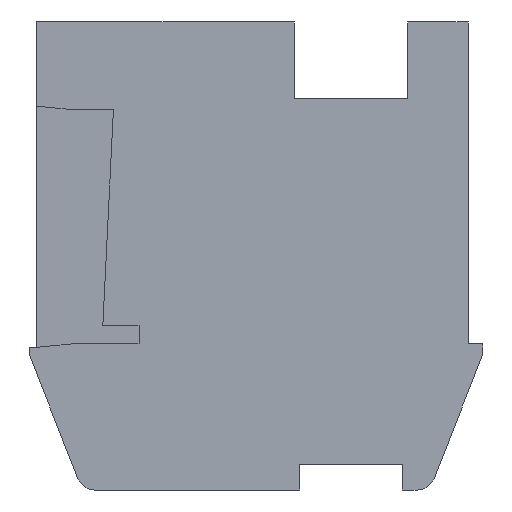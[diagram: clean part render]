
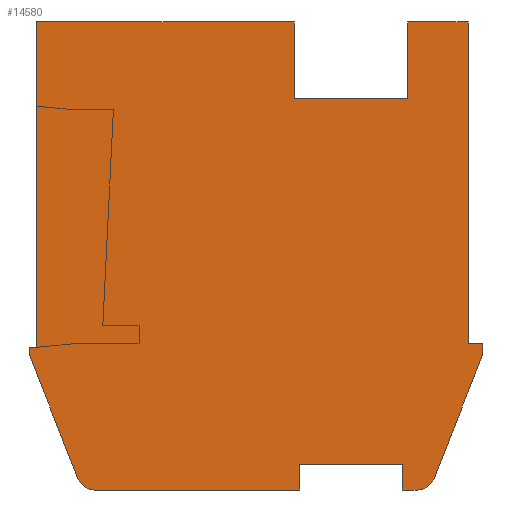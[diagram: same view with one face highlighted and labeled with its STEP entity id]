
A CAD part, front view. The second image highlights one B-rep face of the part: STEP entity #14580.
In plain terms, the highlighted planar face has unit normal (0, -1, 0).
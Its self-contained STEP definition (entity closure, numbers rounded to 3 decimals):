
#1=DIRECTION('',(-0.365,0.,-0.931));
#2=VECTOR('',#1,3.633);
#3=CARTESIAN_POINT('',(6.2,0.,-2.7));
#4=LINE('',#3,#2);
#5=CARTESIAN_POINT('',(4.409,0.,-5.9));
#6=DIRECTION('',(0.,1.,0.));
#7=DIRECTION('',(0.931,0.,-0.365));
#8=AXIS2_PLACEMENT_3D('',#5,#6,#7);
#10=DIRECTION('',(-1.,0.,0.));
#11=VECTOR('',#10,0.409);
#12=CARTESIAN_POINT('',(4.409,0.,-6.4));
#13=LINE('',#12,#11);
#14=DIRECTION('',(0.,0.,1.));
#15=VECTOR('',#14,0.7);
#16=CARTESIAN_POINT('',(4.,0.,-6.4));
#17=LINE('',#16,#15);
#18=DIRECTION('',(-1.,0.,0.));
#19=VECTOR('',#18,2.8);
#20=CARTESIAN_POINT('',(4.,0.,-5.7));
#21=LINE('',#20,#19);
#22=DIRECTION('',(0.,0.,-1.));
#23=VECTOR('',#22,0.7);
#24=CARTESIAN_POINT('',(1.2,0.,-5.7));
#25=LINE('',#24,#23);
#26=DIRECTION('',(-1.,0.,0.));
#27=VECTOR('',#26,5.609);
#28=CARTESIAN_POINT('',(1.2,0.,-6.4));
#29=LINE('',#28,#27);
#30=CARTESIAN_POINT('',(-4.409,0.,-5.9));
#31=DIRECTION('',(0.,1.,0.));
#32=DIRECTION('',(0.,0.,-1.));
#33=AXIS2_PLACEMENT_3D('',#30,#31,#32);
#35=DIRECTION('',(-0.365,0.,0.931));
#36=VECTOR('',#35,3.633);
#37=CARTESIAN_POINT('',(-4.874,0.,-6.082));
#38=LINE('',#37,#36);
#39=DIRECTION('',(0.,0.,1.));
#40=VECTOR('',#39,0.2);
#41=CARTESIAN_POINT('',(-6.2,0.,-2.7));
#42=LINE('',#41,#40);
#43=DIRECTION('',(1.,0.,0.));
#44=VECTOR('',#43,0.2);
#45=CARTESIAN_POINT('',(-6.2,0.,-2.5));
#46=LINE('',#45,#44);
#47=DIRECTION('',(0.,0.,1.));
#48=VECTOR('',#47,8.9);
#49=CARTESIAN_POINT('',(-6.,0.,-2.5));
#50=LINE('',#49,#48);
#51=DIRECTION('',(1.,0.,0.));
#52=VECTOR('',#51,7.05);
#53=CARTESIAN_POINT('',(-6.,0.,6.4));
#54=LINE('',#53,#52);
#55=DIRECTION('',(0.,0.,-1.));
#56=VECTOR('',#55,2.1);
#57=CARTESIAN_POINT('',(1.05,0.,6.4));
#58=LINE('',#57,#56);
#59=DIRECTION('',(1.,0.,0.));
#60=VECTOR('',#59,3.1);
#61=CARTESIAN_POINT('',(1.05,0.,4.3));
#62=LINE('',#61,#60);
#63=DIRECTION('',(0.,0.,1.));
#64=VECTOR('',#63,2.1);
#65=CARTESIAN_POINT('',(4.15,0.,4.3));
#66=LINE('',#65,#64);
#67=DIRECTION('',(1.,0.,0.));
#68=VECTOR('',#67,1.65);
#69=CARTESIAN_POINT('',(4.15,0.,6.4));
#70=LINE('',#69,#68);
#71=DIRECTION('',(0.,0.,-1.));
#72=VECTOR('',#71,8.8);
#73=CARTESIAN_POINT('',(5.8,0.,6.4));
#74=LINE('',#73,#72);
#75=DIRECTION('',(1.,0.,0.));
#76=VECTOR('',#75,0.4);
#77=CARTESIAN_POINT('',(5.8,0.,-2.4));
#78=LINE('',#77,#76);
#79=DIRECTION('',(0.,0.,-1.));
#80=VECTOR('',#79,0.3);
#81=CARTESIAN_POINT('',(6.2,0.,-2.4));
#82=LINE('',#81,#80);
#11093=CARTESIAN_POINT('',(6.2,0.,-2.7));
#11094=CARTESIAN_POINT('',(4.874,0.,-6.082));
#11095=VERTEX_POINT('',#11093);
#11096=VERTEX_POINT('',#11094);
#11097=CARTESIAN_POINT('',(4.409,0.,-6.4));
#11098=VERTEX_POINT('',#11097);
#11099=CARTESIAN_POINT('',(4.,0.,-6.4));
#11100=VERTEX_POINT('',#11099);
#11101=CARTESIAN_POINT('',(4.,0.,-5.7));
#11102=VERTEX_POINT('',#11101);
#11103=CARTESIAN_POINT('',(1.2,0.,-5.7));
#11104=VERTEX_POINT('',#11103);
#11105=CARTESIAN_POINT('',(1.2,0.,-6.4));
#11106=VERTEX_POINT('',#11105);
#11107=CARTESIAN_POINT('',(-4.409,0.,-6.4));
#11108=VERTEX_POINT('',#11107);
#11109=CARTESIAN_POINT('',(-4.874,0.,-6.082));
#11110=VERTEX_POINT('',#11109);
#11111=CARTESIAN_POINT('',(-6.2,0.,-2.7));
#11112=VERTEX_POINT('',#11111);
#11113=CARTESIAN_POINT('',(-6.2,0.,-2.5));
#11114=VERTEX_POINT('',#11113);
#11115=CARTESIAN_POINT('',(-6.,0.,-2.5));
#11116=VERTEX_POINT('',#11115);
#11117=CARTESIAN_POINT('',(-6.,0.,6.4));
#11118=VERTEX_POINT('',#11117);
#11119=CARTESIAN_POINT('',(1.05,0.,6.4));
#11120=VERTEX_POINT('',#11119);
#11121=CARTESIAN_POINT('',(1.05,0.,4.3));
#11122=VERTEX_POINT('',#11121);
#11123=CARTESIAN_POINT('',(4.15,0.,4.3));
#11124=VERTEX_POINT('',#11123);
#11125=CARTESIAN_POINT('',(4.15,0.,6.4));
#11126=VERTEX_POINT('',#11125);
#11127=CARTESIAN_POINT('',(5.8,0.,6.4));
#11128=VERTEX_POINT('',#11127);
#11129=CARTESIAN_POINT('',(5.8,0.,-2.4));
#11130=VERTEX_POINT('',#11129);
#11131=CARTESIAN_POINT('',(6.2,0.,-2.4));
#11132=VERTEX_POINT('',#11131);
#14533=CARTESIAN_POINT('',(0.,0.,0.));
#14534=DIRECTION('',(0.,1.,0.));
#14535=DIRECTION('',(1.,0.,0.));
#14536=AXIS2_PLACEMENT_3D('',#14533,#14534,#14535);
#14537=PLANE('',#14536);
#14539=ORIENTED_EDGE('',*,*,#14538,.T.);
#14541=ORIENTED_EDGE('',*,*,#14540,.T.);
#14543=ORIENTED_EDGE('',*,*,#14542,.T.);
#14545=ORIENTED_EDGE('',*,*,#14544,.T.);
#14547=ORIENTED_EDGE('',*,*,#14546,.T.);
#14549=ORIENTED_EDGE('',*,*,#14548,.T.);
#14551=ORIENTED_EDGE('',*,*,#14550,.T.);
#14553=ORIENTED_EDGE('',*,*,#14552,.T.);
#14555=ORIENTED_EDGE('',*,*,#14554,.T.);
#14557=ORIENTED_EDGE('',*,*,#14556,.T.);
#14559=ORIENTED_EDGE('',*,*,#14558,.T.);
#14561=ORIENTED_EDGE('',*,*,#14560,.T.);
#14563=ORIENTED_EDGE('',*,*,#14562,.T.);
#14565=ORIENTED_EDGE('',*,*,#14564,.T.);
#14567=ORIENTED_EDGE('',*,*,#14566,.T.);
#14569=ORIENTED_EDGE('',*,*,#14568,.T.);
#14571=ORIENTED_EDGE('',*,*,#14570,.T.);
#14573=ORIENTED_EDGE('',*,*,#14572,.T.);
#14575=ORIENTED_EDGE('',*,*,#14574,.T.);
#14577=ORIENTED_EDGE('',*,*,#14576,.T.);
#14578=EDGE_LOOP('',(#14539,#14541,#14543,#14545,#14547,#14549,#14551,#14553,
#14555,#14557,#14559,#14561,#14563,#14565,#14567,#14569,#14571,#14573,#14575,
#14577));
#14579=FACE_OUTER_BOUND('',#14578,.F.);
#14580=ADVANCED_FACE('',(#14579),#14537,.F.);
#9=CIRCLE('',#8,0.5);
#34=CIRCLE('',#33,0.5);
#14538=EDGE_CURVE('',#11095,#11096,#4,.T.);
#14540=EDGE_CURVE('',#11096,#11098,#9,.T.);
#14542=EDGE_CURVE('',#11098,#11100,#13,.T.);
#14544=EDGE_CURVE('',#11100,#11102,#17,.T.);
#14546=EDGE_CURVE('',#11102,#11104,#21,.T.);
#14548=EDGE_CURVE('',#11104,#11106,#25,.T.);
#14550=EDGE_CURVE('',#11106,#11108,#29,.T.);
#14552=EDGE_CURVE('',#11108,#11110,#34,.T.);
#14554=EDGE_CURVE('',#11110,#11112,#38,.T.);
#14556=EDGE_CURVE('',#11112,#11114,#42,.T.);
#14558=EDGE_CURVE('',#11114,#11116,#46,.T.);
#14560=EDGE_CURVE('',#11116,#11118,#50,.T.);
#14562=EDGE_CURVE('',#11118,#11120,#54,.T.);
#14564=EDGE_CURVE('',#11120,#11122,#58,.T.);
#14566=EDGE_CURVE('',#11122,#11124,#62,.T.);
#14568=EDGE_CURVE('',#11124,#11126,#66,.T.);
#14570=EDGE_CURVE('',#11126,#11128,#70,.T.);
#14572=EDGE_CURVE('',#11128,#11130,#74,.T.);
#14574=EDGE_CURVE('',#11130,#11132,#78,.T.);
#14576=EDGE_CURVE('',#11132,#11095,#82,.T.);
